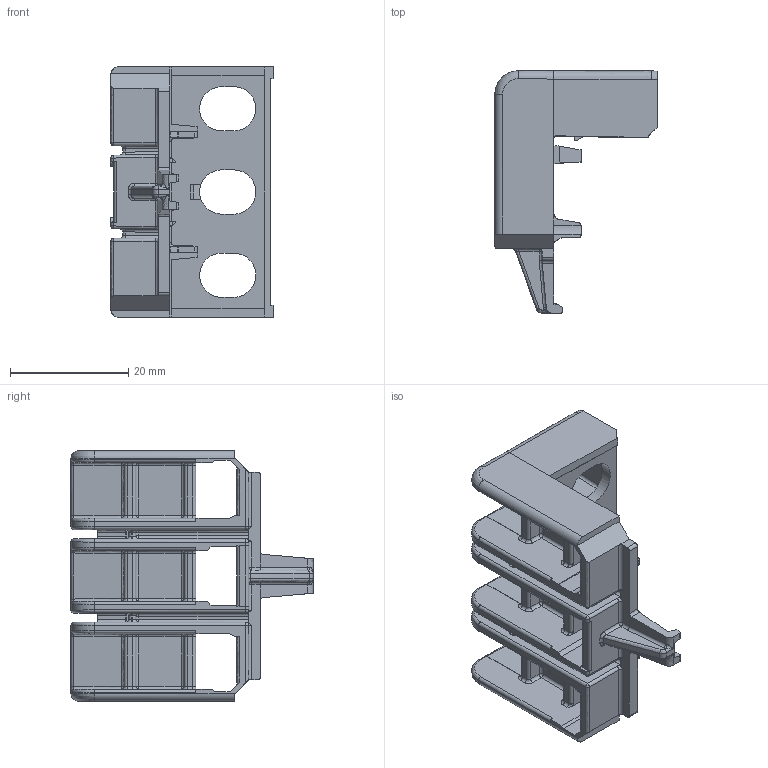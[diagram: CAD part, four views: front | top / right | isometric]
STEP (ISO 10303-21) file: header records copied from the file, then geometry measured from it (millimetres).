
FILE_DESCRIPTION((''),'2;1');
FILE_NAME('140M-C-TE1.stp', '2008-10-03T08:58:39',('User'),('SDRC'),'I-DEAS Master Series','UNIX','Yes');
FILE_SCHEMA(('CONFIG_CONTROL_DESIGN', 'GEOMETRIC_VALIDATION_PROPERTIES_MIM','SHAPE_APPEARANCE_LAYER_MIM'));
Length unit declared in the file: millimetre
Bounding box: 27.5 x 41 x 42.4 mm (x, y, z)
Volume: 8518.6 mm3; surface area: 9628.4 mm2
Topology: 1 solids, 1 shells, 544 faces, 1410 edges, 832 vertices
Faces by surface type: bspline 544
Entity records: 18319 total; most frequent: CARTESIAN_POINT 9286, ORIENTED_EDGE 2748, EDGE_CURVE 1374, OVER_RIDING_STYLED_ITEM 997, B_SPLINE_CURVE_WITH_KNOTS 892, VERTEX_POINT 828, EDGE_LOOP 552, FACE_OUTER_BOUND 544
